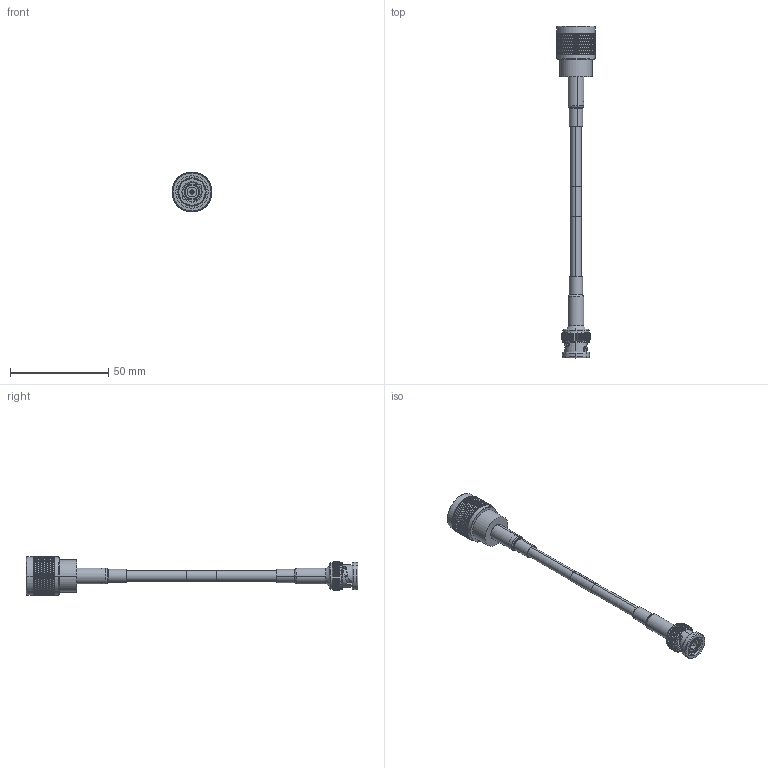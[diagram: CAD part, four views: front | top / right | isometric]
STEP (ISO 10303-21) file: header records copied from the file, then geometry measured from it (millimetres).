
FILE_DESCRIPTION (( 'STEP AP214' ), '1' );
FILE_NAME ('FMC00063_3D.STEP', '2021-11-04T19:57:32', ( '' ), ( '' ), 'SwSTEP 2.0', 'SolidWorks 2021', '' );
FILE_SCHEMA (( 'AUTOMOTIVE_DESIGN' ));
Length unit declared in the file: inch
Products named in the file (5): FMC00063_3D; SC9107; SC6023_Crimped; RG223_with label; CA-240-MA1_1" Long
Assembly tree (5 placements, depth 2):
  FMC00063_3D
    RG223_with label
    SC9107
    SC6023_Crimped
    CA-240-MA1_1" Long  x2
Bounding box: 20.32 x 169.05 x 20.32 mm (x, y, z)
Volume: 10828.8 mm3; surface area: 12343.9 mm2
Topology: 7 solids, 7 shells, 2868 faces, 6206 edges, 3375 vertices
Faces by surface type: bspline 1813, cylinder 659, plane 204, cone 174, torus 18
Entity records: 108520 total; most frequent: CARTESIAN_POINT 66889, ORIENTED_EDGE 12324, EDGE_CURVE 6162, DIRECTION 3916, VERTEX_POINT 3351, EDGE_LOOP 2879, ADVANCED_FACE 2846, FACE_OUTER_BOUND 2846
